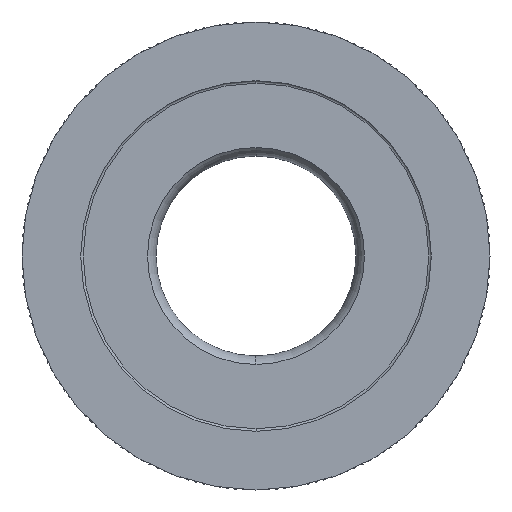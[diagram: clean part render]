
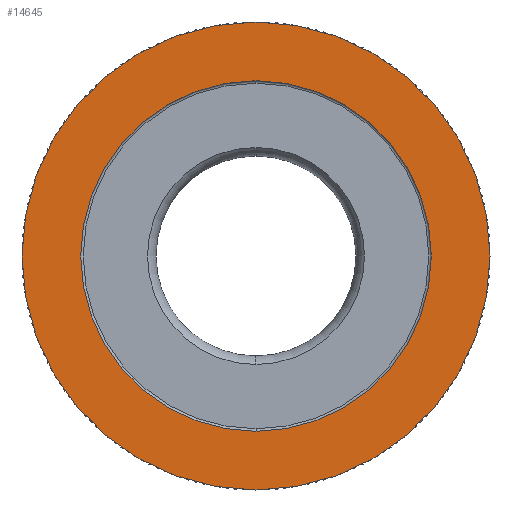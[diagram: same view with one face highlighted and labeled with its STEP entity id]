
A CAD part, left-side view. The second image highlights one B-rep face of the part: STEP entity #14645.
In plain terms, the highlighted planar face has unit normal (-1, 0, 0).
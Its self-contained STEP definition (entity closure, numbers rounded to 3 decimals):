
#202 = CARTESIAN_POINT ( 'NONE',  ( 0., 0., -27.5 ) ) ;
#242 = VERTEX_POINT ( 'NONE', #3956 ) ;
#265 = CARTESIAN_POINT ( 'NONE',  ( 0., 0., 0. ) ) ;
#382 = CIRCLE ( 'NONE', #9373, 27.5 ) ;
#1264 = EDGE_CURVE ( 'NONE', #14784, #17528, #382, .T. ) ;
#1780 = DIRECTION ( 'NONE',  ( 0., 0., 1. ) ) ;
#1852 = CARTESIAN_POINT ( 'NONE',  ( 0., 20.6, 0. ) ) ;
#2668 = AXIS2_PLACEMENT_3D ( 'NONE', #1852, #15865, #6595 ) ;
#2702 = CIRCLE ( 'NONE', #17546, 27.5 ) ;
#3188 = CARTESIAN_POINT ( 'NONE',  ( 0., 0., 0. ) ) ;
#3956 = CARTESIAN_POINT ( 'NONE',  ( 0., 0., -20.6 ) ) ;
#4741 = DIRECTION ( 'NONE',  ( 0., 0., 1. ) ) ;
#5308 = AXIS2_PLACEMENT_3D ( 'NONE', #9070, #19903, #10580 ) ;
#5367 = CARTESIAN_POINT ( 'NONE',  ( 0., 0., 27.5 ) ) ;
#5905 = FACE_BOUND ( 'NONE', #14128, .T. ) ;
#5920 = CIRCLE ( 'NONE', #14471, 20.6 ) ;
#6572 = ORIENTED_EDGE ( 'NONE', *, *, #14596, .F. ) ;
#6595 = DIRECTION ( 'NONE',  ( 0., 0., -1. ) ) ;
#6622 = DIRECTION ( 'NONE',  ( 0., 0., 1. ) ) ;
#6847 = DIRECTION ( 'NONE',  ( -1., 0., 0. ) ) ;
#6867 = CARTESIAN_POINT ( 'NONE',  ( 0., 0., 0. ) ) ;
#7464 = CARTESIAN_POINT ( 'NONE',  ( 0., 0., 20.6 ) ) ;
#8352 = FACE_OUTER_BOUND ( 'NONE', #12851, .T. ) ;
#9070 = CARTESIAN_POINT ( 'NONE',  ( 0., 0., 0. ) ) ;
#9373 = AXIS2_PLACEMENT_3D ( 'NONE', #6867, #6847, #6622 ) ;
#9614 = PLANE ( 'NONE',  #2668 ) ;
#10485 = ORIENTED_EDGE ( 'NONE', *, *, #1264, .T. ) ;
#10580 = DIRECTION ( 'NONE',  ( 0., 0., 1. ) ) ;
#11092 = DIRECTION ( 'NONE',  ( -1., 0., 0. ) ) ;
#11101 = ORIENTED_EDGE ( 'NONE', *, *, #19798, .F. ) ;
#12679 = ORIENTED_EDGE ( 'NONE', *, *, #17506, .T. ) ;
#12851 = EDGE_LOOP ( 'NONE', ( #10485, #12679 ) ) ;
#14035 = DIRECTION ( 'NONE',  ( -1., 0., 0. ) ) ;
#14128 = EDGE_LOOP ( 'NONE', ( #6572, #11101 ) ) ;
#14471 = AXIS2_PLACEMENT_3D ( 'NONE', #265, #11092, #1780 ) ;
#14596 = EDGE_CURVE ( 'NONE', #19374, #242, #5920, .T. ) ;
#14645 = ADVANCED_FACE ( 'NONE', ( #5905, #8352 ), #9614, .F. ) ;
#14784 = VERTEX_POINT ( 'NONE', #5367 ) ;
#15865 = DIRECTION ( 'NONE',  ( 1., 0., 0. ) ) ;
#17506 = EDGE_CURVE ( 'NONE', #17528, #14784, #2702, .T. ) ;
#17528 = VERTEX_POINT ( 'NONE', #202 ) ;
#17546 = AXIS2_PLACEMENT_3D ( 'NONE', #3188, #14035, #4741 ) ;
#18322 = CIRCLE ( 'NONE', #5308, 20.6 ) ;
#19374 = VERTEX_POINT ( 'NONE', #7464 ) ;
#19798 = EDGE_CURVE ( 'NONE', #242, #19374, #18322, .T. ) ;
#19903 = DIRECTION ( 'NONE',  ( -1., 0., 0. ) ) ;
